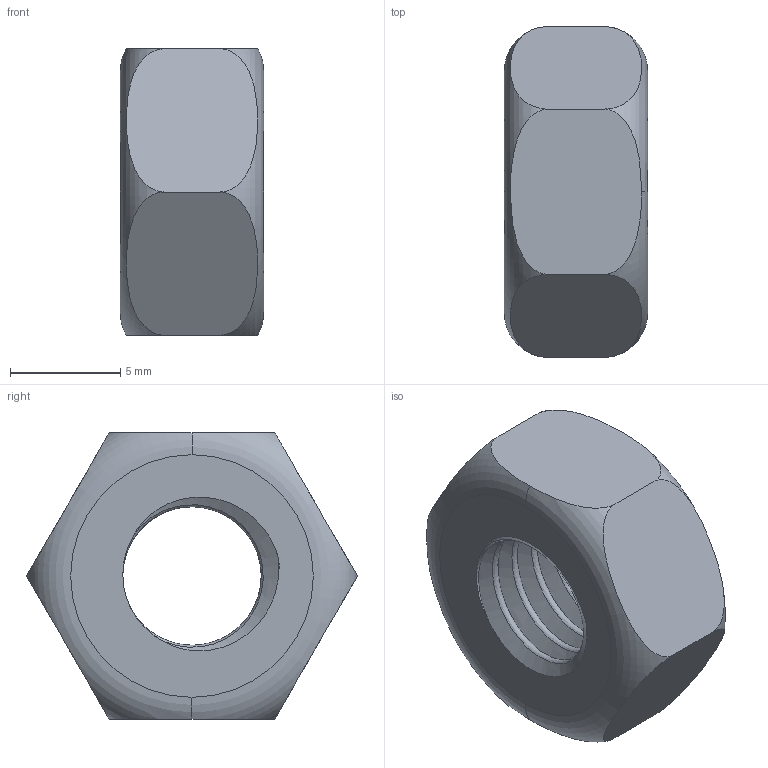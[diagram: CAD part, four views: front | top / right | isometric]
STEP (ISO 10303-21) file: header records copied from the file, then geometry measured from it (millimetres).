
FILE_DESCRIPTION((''),'2;1');
FILE_NAME('NUT_ASM','2019-04-30T16:46:23',('ttest'),(''),'CREO PARAMETRIC BY PTC INC, 2018050','CREO PARAMETRIC BY PTC INC, 2018050','');
FILE_SCHEMA(('CONFIG_CONTROL_DESIGN'));
Length unit declared in the file: millimetre
Products named in the file (1): NUT_ASM
Bounding box: 6.5 x 15.01 x 13 mm (x, y, z)
Volume: 679 mm3; surface area: 724.5 mm2
Topology: 1 solids, 1 shells, 28 faces, 76 edges, 50 vertices
Faces by surface type: cylinder 10, plane 8, bspline 6, torus 4
Entity records: 2992 total; most frequent: CARTESIAN_POINT 2346, ORIENTED_EDGE 152, DIRECTION 81, EDGE_CURVE 76, VERTEX_POINT 50, B_SPLINE_CURVE_WITH_KNOTS 49, AXIS2_PLACEMENT_3D 32, EDGE_LOOP 30
